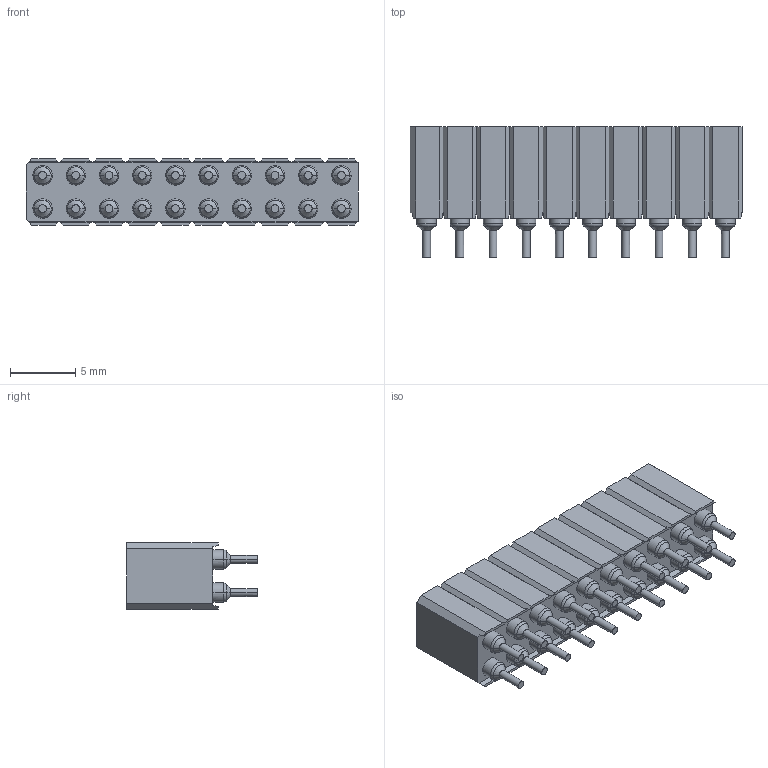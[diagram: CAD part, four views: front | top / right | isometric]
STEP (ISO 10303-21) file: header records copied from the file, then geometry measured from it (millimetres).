
FILE_DESCRIPTION( ('This file contains a STEP AP42 implementation' ,'as created by ZW3D STEP Interface translator.') ,'2;1' );
FILE_NAME( '3521-702XXSXX100X1.stp' ,'231017. 85637', (''), ('ZWCAD Software Co.'), 'Version 1.0', 'ZW3D to STEP translator', '' );
FILE_SCHEMA(('AUTOMOTIVE_DESIGN { 1 0 10303 214 1 1 1 1 }'));
Length unit declared in the file: millimetre
Products named in the file (2): 0; 3521-70220SXX110X1
Bounding box: 25.4 x 10 x 5.08 mm (x, y, z)
Volume: 709.4 mm3; surface area: 2501.1 mm2
Topology: 1 solids, 1 shells, 1804 faces, 4486 edges, 2804 vertices
Faces by surface type: plane 704, bspline 600, cone 460, cylinder 40
Entity records: 91785 total; most frequent: CARTESIAN_POINT 58851, ORIENTED_EDGE 8972, EDGE_CURVE 4486, B_SPLINE_CURVE_WITH_KNOTS 4313, VERTEX_POINT 2804, DIRECTION 2434, EDGE_LOOP 1924, FACE_OUTER_BOUND 1804
